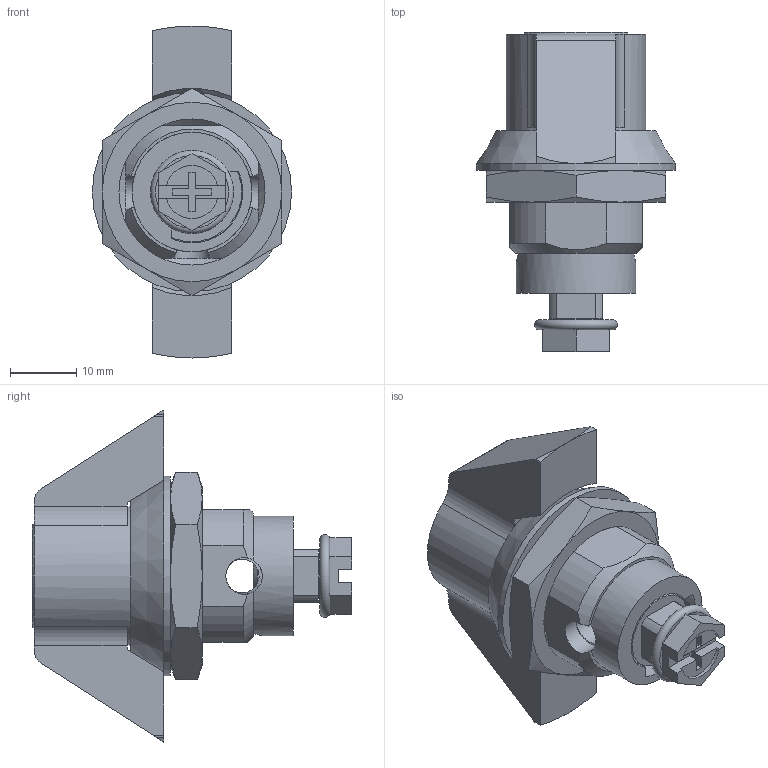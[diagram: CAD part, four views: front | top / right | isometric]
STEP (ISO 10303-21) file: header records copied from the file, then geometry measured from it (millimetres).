
FILE_DESCRIPTION( ( 'STEP AP214' ), '1' );
FILE_NAME( '0K0525.1183_1.stp', '2020-12-08T10:47:19', ( '' ), ( '' ), ' ', 'PARTsolutions', ' ' );
FILE_SCHEMA( ( 'AUTOMOTIVE_DESIGN { 1 0 10303 214 1 1 1 1 }' ) );
Length unit declared in the file: millimetre
Products named in the file (5): 0K0525.1183_1; _k0525_huelse_22; _k0518_mutter_22; _k0522_schraube_6; _k0525_betaetigung_Knebel
Assembly tree (4 placements, depth 2):
  0K0525.1183_1
    _k0525_huelse_22
    _k0518_mutter_22
    _k0522_schraube_6
    _k0525_betaetigung_Knebel
Bounding box: 30 x 48.1 x 50 mm (x, y, z)
Volume: 19323.8 mm3; surface area: 10326.4 mm2
Topology: 4 solids, 4 shells, 157 faces, 406 edges, 260 vertices
Faces by surface type: plane 92, cylinder 41, cone 21, bspline 2, torus 1
Full cylindrical faces by diameter (mm): 4.917 x1, 5.1 x1, 5.5 x3, 6 x1, 11.7 x1, 15 x1, 15.3 x1, 16.8 x1, 17.6 x1, 18 x1, 19.294 x1, 21 x1, 21.5 x1, 30 x1
Entity records: 6430 total; most frequent: CARTESIAN_POINT 1417, DIRECTION 762, ORIENTED_EDGE 736, EDGE_CURVE 368, AXIS2_PLACEMENT_3D 285, VERTEX_POINT 248, EDGE_LOOP 199, LINE 192
